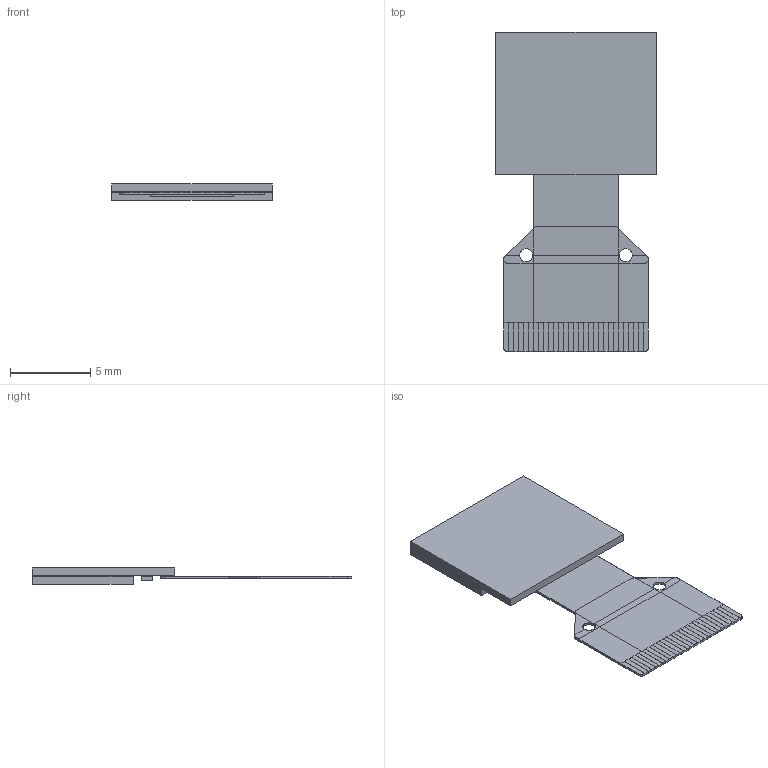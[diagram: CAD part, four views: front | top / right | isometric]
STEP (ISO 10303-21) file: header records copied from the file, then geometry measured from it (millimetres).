
FILE_DESCRIPTION(('FreeCAD Model'),'2;1');
FILE_NAME('Open CASCADE Shape Model','2024-06-23T18:59:58',( 'kicad StepUp'),('ksu MCAD'),'Open CASCADE STEP processor 7.6', 'FreeCAD','Unknown');
FILE_SCHEMA(('AUTOMOTIVE_DESIGN { 1 0 10303 214 1 1 1 1 }'));
Length unit declared in the file: millimetre
Products named in the file (1): OLED_TailorPixels_TOX032FSWAG02_0.32_60x32px
Bounding box: 9.96 x 19.85 x 1 mm (x, y, z)
Volume: 88.4 mm3; surface area: 528.3 mm2
Topology: 4 solids, 4 shells, 264 faces, 616 edges, 356 vertices
Faces by surface type: plane 238, cylinder 26
Entity records: 9128 total; most frequent: CARTESIAN_POINT 1237, ORIENTED_EDGE 1232, DIRECTION 1198, EDGE_CURVE 616, LINE 564, VECTOR 564, VERTEX_POINT 356, AXIS2_PLACEMENT_3D 317
